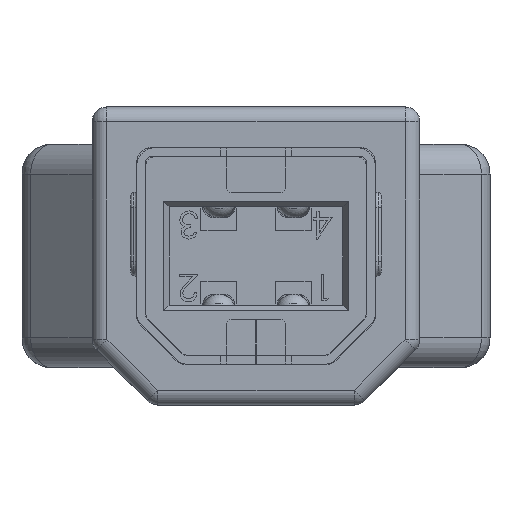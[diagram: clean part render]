
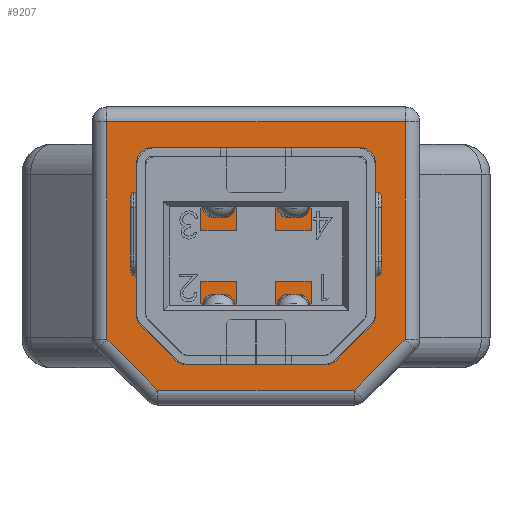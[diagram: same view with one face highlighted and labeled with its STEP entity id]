
A CAD part, front view. The second image highlights one B-rep face of the part: STEP entity #9207.
In plain terms, the highlighted face is planar.
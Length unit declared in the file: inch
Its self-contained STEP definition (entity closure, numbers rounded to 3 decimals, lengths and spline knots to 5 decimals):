
#9207 = ADVANCED_FACE ( 'NONE', ( #46458 ), #43330, .F. ) ;
#23110 = LINE ( 'NONE', #34519, #23114 ) ;
#23111 = LINE ( 'NONE', #34518, #23116 ) ;
#23114 = VECTOR ( 'NONE', #34525, 39.37008 ) ;
#23115 = LINE ( 'NONE', #34527, #23118 ) ;
#23116 = VECTOR ( 'NONE', #34526, 39.37008 ) ;
#23117 = LINE ( 'NONE', #34529, #23120 ) ;
#23118 = VECTOR ( 'NONE', #34528, 39.37008 ) ;
#23119 = LINE ( 'NONE', #34531, #23122 ) ;
#23120 = VECTOR ( 'NONE', #34530, 39.37008 ) ;
#23121 = LINE ( 'NONE', #34533, #23124 ) ;
#23122 = VECTOR ( 'NONE', #34532, 39.37008 ) ;
#23124 = VECTOR ( 'NONE', #34534, 39.37008 ) ;
#24836 = EDGE_LOOP ( 'NONE', ( #27660, #27661, #27662, #27663, #27664, #27665 ) ) ;
#25140 = EDGE_CURVE ( 'NONE', #36110, #36115, #23110, .T. ) ;
#25141 = EDGE_CURVE ( 'NONE', #36115, #36114, #23111, .T. ) ;
#25142 = EDGE_CURVE ( 'NONE', #36114, #36117, #23115, .T. ) ;
#25143 = EDGE_CURVE ( 'NONE', #36117, #36108, #23117, .T. ) ;
#25144 = EDGE_CURVE ( 'NONE', #36108, #36112, #23119, .T. ) ;
#25145 = EDGE_CURVE ( 'NONE', #36112, #36110, #23121, .T. ) ;
#27660 = ORIENTED_EDGE ( 'NONE', *, *, #25140, .T. ) ;
#27661 = ORIENTED_EDGE ( 'NONE', *, *, #25141, .T. ) ;
#27662 = ORIENTED_EDGE ( 'NONE', *, *, #25142, .T. ) ;
#27663 = ORIENTED_EDGE ( 'NONE', *, *, #25143, .T. ) ;
#27664 = ORIENTED_EDGE ( 'NONE', *, *, #25144, .T. ) ;
#27665 = ORIENTED_EDGE ( 'NONE', *, *, #25145, .T. ) ;
#31211 = AXIS2_PLACEMENT_3D ( 'NONE', #43333, #43341, #43343 ) ;
#34518 = CARTESIAN_POINT ( 'NONE',  ( -0.14356, 0.16325, 0. ) ) ;
#34519 = CARTESIAN_POINT ( 'NONE',  ( -0.17717, 0.21654, 0. ) ) ;
#34525 = DIRECTION ( 'NONE',  ( 0., 1., 0. ) ) ;
#34526 = DIRECTION ( 'NONE',  ( 0.707, 0.707, 0. ) ) ;
#34527 = CARTESIAN_POINT ( 'NONE',  ( 0.19685, 0.19685, 0. ) ) ;
#34528 = DIRECTION ( 'NONE',  ( 1., 0., 0. ) ) ;
#34529 = CARTESIAN_POINT ( 'NONE',  ( 0.17717, 0.21654, 0. ) ) ;
#34530 = DIRECTION ( 'NONE',  ( 0., -1., 0. ) ) ;
#34531 = CARTESIAN_POINT ( 'NONE',  ( -0.19685, -0.19685, 0. ) ) ;
#34532 = DIRECTION ( 'NONE',  ( -1., 0., 0. ) ) ;
#34533 = CARTESIAN_POINT ( 'NONE',  ( -0.3601, 0.05329, 0. ) ) ;
#34534 = DIRECTION ( 'NONE',  ( -0.707, 0.707, 0. ) ) ;
#36108 = VERTEX_POINT ( 'NONE', #42697 ) ;
#36110 = VERTEX_POINT ( 'NONE', #42701 ) ;
#36112 = VERTEX_POINT ( 'NONE', #42705 ) ;
#36114 = VERTEX_POINT ( 'NONE', #42708 ) ;
#36115 = VERTEX_POINT ( 'NONE', #42709 ) ;
#36117 = VERTEX_POINT ( 'NONE', #42713 ) ;
#42697 = CARTESIAN_POINT ( 'NONE',  ( 0.17717, -0.19685, 0. ) ) ;
#42701 = CARTESIAN_POINT ( 'NONE',  ( -0.17717, -0.12964, 0. ) ) ;
#42705 = CARTESIAN_POINT ( 'NONE',  ( -0.10996, -0.19685, 0. ) ) ;
#42708 = CARTESIAN_POINT ( 'NONE',  ( -0.10996, 0.19685, 0. ) ) ;
#42709 = CARTESIAN_POINT ( 'NONE',  ( -0.17717, 0.12964, 0. ) ) ;
#42713 = CARTESIAN_POINT ( 'NONE',  ( 0.17717, 0.19685, 0. ) ) ;
#43330 = PLANE ( 'NONE',  #31211 ) ;
#43333 = CARTESIAN_POINT ( 'NONE',  ( -0.19685, 0.21654, 0. ) ) ;
#43341 = DIRECTION ( 'NONE',  ( 0., 0., 1. ) ) ;
#43343 = DIRECTION ( 'NONE',  ( 1., 0., 0. ) ) ;
#46458 = FACE_OUTER_BOUND ( 'NONE', #24836, .T. ) ;
